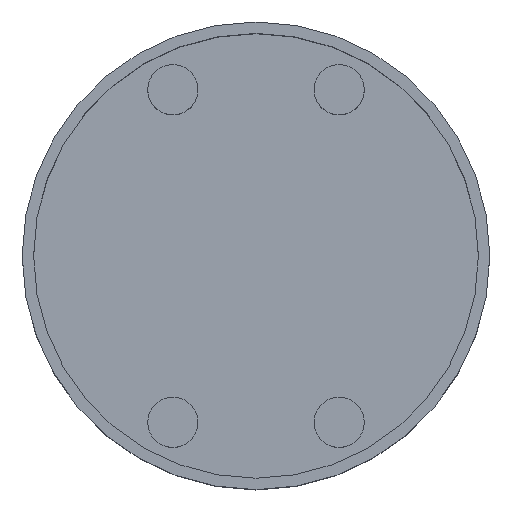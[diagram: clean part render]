
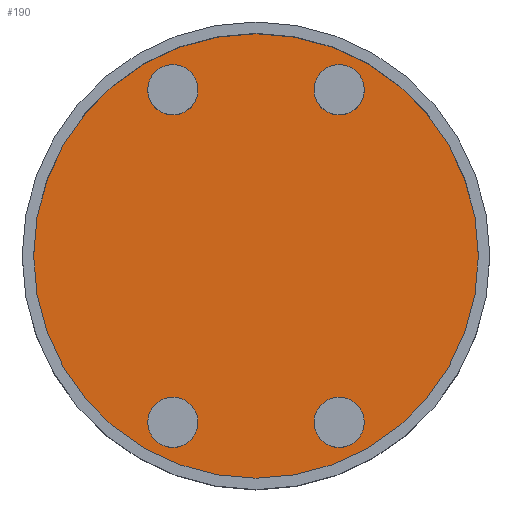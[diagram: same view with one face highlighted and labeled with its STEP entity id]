
A CAD part, top view. The second image highlights one B-rep face of the part: STEP entity #190.
In plain terms, the highlighted planar face has unit normal (0, 0, 1).
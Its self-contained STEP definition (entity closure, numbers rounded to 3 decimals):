
#16=FACE_BOUND('',#59,.T.);
#17=FACE_BOUND('',#60,.T.);
#18=FACE_BOUND('',#61,.T.);
#19=FACE_BOUND('',#62,.T.);
#27=PLANE('',#233);
#42=FACE_OUTER_BOUND('',#58,.T.);
#58=EDGE_LOOP('',(#163));
#59=EDGE_LOOP('',(#164));
#60=EDGE_LOOP('',(#165));
#61=EDGE_LOOP('',(#166));
#62=EDGE_LOOP('',(#167));
#82=CIRCLE('',#212,2.415);
#84=CIRCLE('',#216,2.415);
#86=CIRCLE('',#220,2.415);
#88=CIRCLE('',#224,2.415);
#90=CIRCLE('',#228,21.4);
#96=VERTEX_POINT('',#313);
#98=VERTEX_POINT('',#320);
#100=VERTEX_POINT('',#327);
#102=VERTEX_POINT('',#334);
#104=VERTEX_POINT('',#341);
#112=EDGE_CURVE('',#96,#96,#82,.T.);
#115=EDGE_CURVE('',#98,#98,#84,.T.);
#118=EDGE_CURVE('',#100,#100,#86,.T.);
#121=EDGE_CURVE('',#102,#102,#88,.T.);
#124=EDGE_CURVE('',#104,#104,#90,.T.);
#163=ORIENTED_EDGE('',*,*,#124,.T.);
#164=ORIENTED_EDGE('',*,*,#112,.T.);
#165=ORIENTED_EDGE('',*,*,#115,.T.);
#166=ORIENTED_EDGE('',*,*,#118,.T.);
#167=ORIENTED_EDGE('',*,*,#121,.T.);
#190=ADVANCED_FACE('',(#42,#16,#17,#18,#19),#27,.T.);
#212=AXIS2_PLACEMENT_3D('',#315,#251,#252);
#216=AXIS2_PLACEMENT_3D('',#322,#260,#261);
#220=AXIS2_PLACEMENT_3D('',#329,#269,#270);
#224=AXIS2_PLACEMENT_3D('',#336,#278,#279);
#228=AXIS2_PLACEMENT_3D('',#343,#287,#288);
#233=AXIS2_PLACEMENT_3D('',#351,#298,#299);
#251=DIRECTION('center_axis',(0.,0.,-1.));
#252=DIRECTION('ref_axis',(1.,0.,0.));
#260=DIRECTION('center_axis',(0.,0.,-1.));
#261=DIRECTION('ref_axis',(1.,0.,0.));
#269=DIRECTION('center_axis',(0.,0.,-1.));
#270=DIRECTION('ref_axis',(1.,0.,0.));
#278=DIRECTION('center_axis',(0.,0.,-1.));
#279=DIRECTION('ref_axis',(1.,0.,0.));
#287=DIRECTION('center_axis',(0.,0.,1.));
#288=DIRECTION('ref_axis',(1.,0.,0.));
#298=DIRECTION('center_axis',(0.,0.,1.));
#299=DIRECTION('ref_axis',(1.,0.,0.));
#313=CARTESIAN_POINT('',(-10.415,16.,2.));
#315=CARTESIAN_POINT('Origin',(-8.,16.,2.));
#320=CARTESIAN_POINT('',(-10.415,-16.,2.));
#322=CARTESIAN_POINT('Origin',(-8.,-16.,2.));
#327=CARTESIAN_POINT('',(5.585,16.,2.));
#329=CARTESIAN_POINT('Origin',(8.,16.,2.));
#334=CARTESIAN_POINT('',(5.585,-16.,2.));
#336=CARTESIAN_POINT('Origin',(8.,-16.,2.));
#341=CARTESIAN_POINT('',(-21.4,0.,2.));
#343=CARTESIAN_POINT('Origin',(0.,0.,2.));
#351=CARTESIAN_POINT('Origin',(0.,0.,2.));
